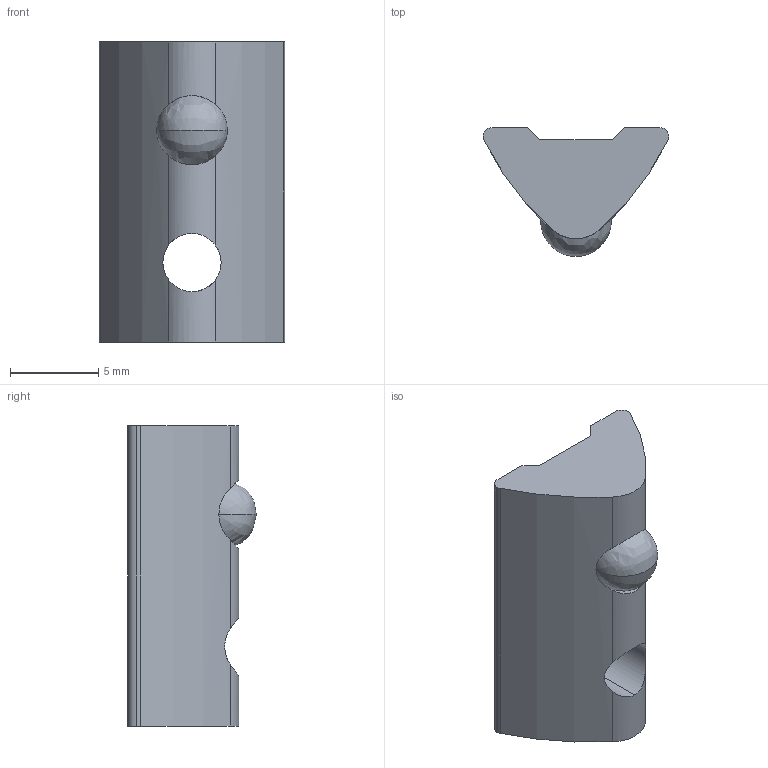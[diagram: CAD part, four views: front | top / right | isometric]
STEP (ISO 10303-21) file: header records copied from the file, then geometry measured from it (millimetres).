
FILE_DESCRIPTION (( 'STEP AP214' ), '1' );
FILE_NAME ('7216010', '2019-02-04T09:53:00', ( '' ), ('JUGARD+KÜNSTNER GmbH'), 'SwSTEP 2.0', 'SolidWorks 2017', '' );
FILE_SCHEMA (( 'AUTOMOTIVE_DESIGN' ));
Length unit declared in the file: millimetre
Products named in the file (1): 7216010_CNAJF00
Bounding box: 10.5 x 7.3 x 17 mm (x, y, z)
Volume: 682 mm3; surface area: 672.5 mm2
Topology: 2 solids, 2 shells, 27 faces, 78 edges, 50 vertices
Faces by surface type: cylinder 15, plane 8, bspline 4
Entity records: 1095 total; most frequent: CARTESIAN_POINT 357, ORIENTED_EDGE 148, DIRECTION 132, EDGE_CURVE 74, AXIS2_PLACEMENT_3D 51, VERTEX_POINT 50, VECTOR 30, LINE 30
